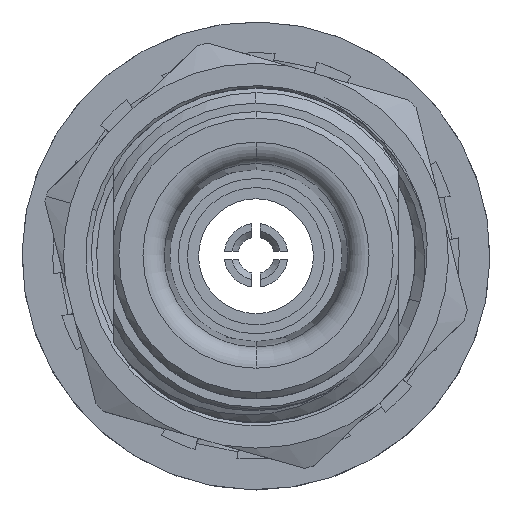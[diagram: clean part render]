
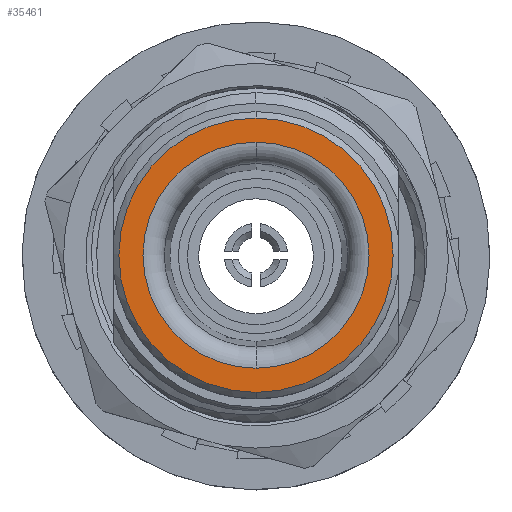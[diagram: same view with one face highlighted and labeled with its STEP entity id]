
A CAD part, top view. The second image highlights one B-rep face of the part: STEP entity #35461.
In plain terms, the highlighted planar face has unit normal (0, 0, 1).
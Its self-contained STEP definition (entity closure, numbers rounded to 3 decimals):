
#1195 = CARTESIAN_POINT ( 'NONE',  ( 0., 0., 23.62 ) ) ;
#1621 = VERTEX_POINT ( 'NONE', #8671 ) ;
#2650 = CARTESIAN_POINT ( 'NONE',  ( 0., 0., 23.62 ) ) ;
#3106 = CIRCLE ( 'NONE', #52595, 5.314 ) ;
#6171 = DIRECTION ( 'NONE',  ( 0., -1., 0. ) ) ;
#8671 = CARTESIAN_POINT ( 'NONE',  ( 0., -5.314, 23.62 ) ) ;
#8903 = ORIENTED_EDGE ( 'NONE', *, *, #24814, .T. ) ;
#10655 = VERTEX_POINT ( 'NONE', #25034 ) ;
#14108 = DIRECTION ( 'NONE',  ( 0., 0., 1. ) ) ;
#14190 = DIRECTION ( 'NONE',  ( 0., 1., 0. ) ) ;
#14507 = CIRCLE ( 'NONE', #44182, 5.314 ) ;
#15229 = DIRECTION ( 'NONE',  ( 0., -1., 0. ) ) ;
#15523 = FACE_BOUND ( 'NONE', #53053, .T. ) ;
#17822 = DIRECTION ( 'NONE',  ( 0., -1., 0. ) ) ;
#18426 = DIRECTION ( 'NONE',  ( 0., 0., -1. ) ) ;
#19033 = CIRCLE ( 'NONE', #29824, 6.45 ) ;
#19474 = FACE_OUTER_BOUND ( 'NONE', #42660, .T. ) ;
#21265 = CARTESIAN_POINT ( 'NONE',  ( 0., -6.45, 23.62 ) ) ;
#23130 = DIRECTION ( 'NONE',  ( 0., 0., 1. ) ) ;
#24814 = EDGE_CURVE ( 'NONE', #10655, #39828, #19033, .T. ) ;
#25034 = CARTESIAN_POINT ( 'NONE',  ( 0., 6.45, 23.62 ) ) ;
#29095 = VERTEX_POINT ( 'NONE', #45508 ) ;
#29824 = AXIS2_PLACEMENT_3D ( 'NONE', #39212, #53306, #17822 ) ;
#34500 = EDGE_CURVE ( 'NONE', #29095, #1621, #14507, .T. ) ;
#35461 = ADVANCED_FACE ( 'NONE', ( #19474, #15523 ), #44524, .T. ) ;
#36497 = CIRCLE ( 'NONE', #45516, 6.45 ) ;
#37623 = ORIENTED_EDGE ( 'NONE', *, *, #44452, .T. ) ;
#38833 = AXIS2_PLACEMENT_3D ( 'NONE', #53566, #23130, #6171 ) ;
#39212 = CARTESIAN_POINT ( 'NONE',  ( 0., 0., 23.62 ) ) ;
#39828 = VERTEX_POINT ( 'NONE', #21265 ) ;
#40445 = DIRECTION ( 'NONE',  ( 0., 0., -1. ) ) ;
#40734 = DIRECTION ( 'NONE',  ( 0., 1., 0. ) ) ;
#41126 = ORIENTED_EDGE ( 'NONE', *, *, #51950, .T. ) ;
#42660 = EDGE_LOOP ( 'NONE', ( #8903, #41126 ) ) ;
#44182 = AXIS2_PLACEMENT_3D ( 'NONE', #2650, #40445, #40734 ) ;
#44452 = EDGE_CURVE ( 'NONE', #1621, #29095, #3106, .T. ) ;
#44524 = PLANE ( 'NONE',  #38833 ) ;
#45508 = CARTESIAN_POINT ( 'NONE',  ( 0., 5.314, 23.62 ) ) ;
#45516 = AXIS2_PLACEMENT_3D ( 'NONE', #49592, #14108, #15229 ) ;
#47799 = ORIENTED_EDGE ( 'NONE', *, *, #34500, .T. ) ;
#49592 = CARTESIAN_POINT ( 'NONE',  ( 0., 0., 23.62 ) ) ;
#51950 = EDGE_CURVE ( 'NONE', #39828, #10655, #36497, .T. ) ;
#52595 = AXIS2_PLACEMENT_3D ( 'NONE', #1195, #18426, #14190 ) ;
#53053 = EDGE_LOOP ( 'NONE', ( #47799, #37623 ) ) ;
#53306 = DIRECTION ( 'NONE',  ( 0., 0., 1. ) ) ;
#53566 = CARTESIAN_POINT ( 'NONE',  ( 0., 5.314, 23.62 ) ) ;
